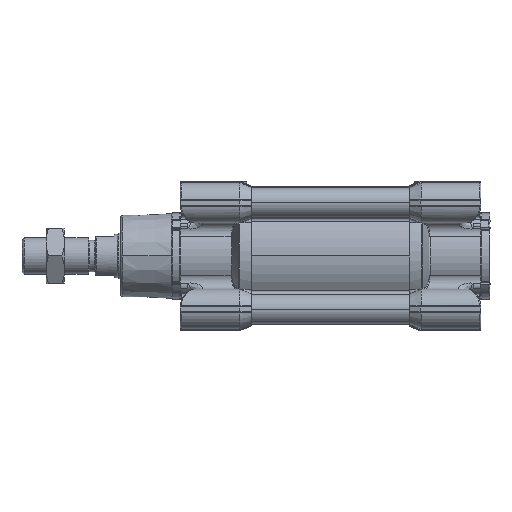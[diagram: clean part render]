
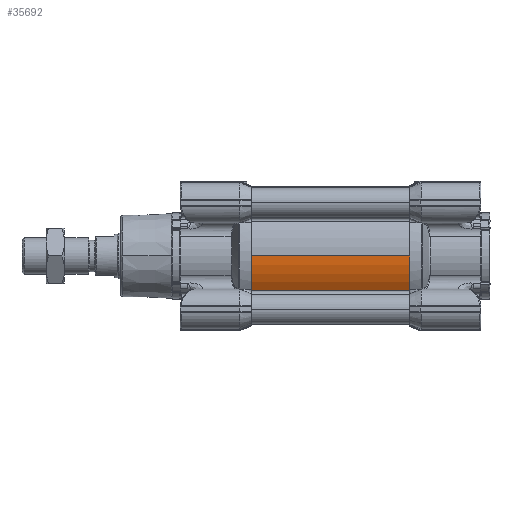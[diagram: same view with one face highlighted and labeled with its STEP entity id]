
A CAD part, left-side view. The second image highlights one B-rep face of the part: STEP entity #35692.
In plain terms, the highlighted cylindrical face has radius 27 mm (diameter 54 mm), a partial arc.
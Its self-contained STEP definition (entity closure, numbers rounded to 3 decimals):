
#3321 = EDGE_CURVE ( 'NONE', #45629, #92609, #85930, .T. ) ;
#3986 = EDGE_CURVE ( 'NONE', #16591, #80457, #38478, .T. ) ;
#9918 = EDGE_CURVE ( 'NONE', #80457, #92609, #18148, .T. ) ;
#16591 = VERTEX_POINT ( 'NONE', #61649 ) ;
#18148 = CIRCLE ( 'NONE', #89286, 27. ) ;
#20597 = DIRECTION ( 'NONE',  ( 1., 0., 0. ) ) ;
#21129 = DIRECTION ( 'NONE',  ( 0., -1., 0. ) ) ;
#21717 = CARTESIAN_POINT ( 'NONE',  ( -22.483, 56., -14.95 ) ) ;
#21772 = CARTESIAN_POINT ( 'NONE',  ( -27., 56., 0. ) ) ;
#22404 = EDGE_LOOP ( 'NONE', ( #101395, #41445, #56285, #23501 ) ) ;
#23501 = ORIENTED_EDGE ( 'NONE', *, *, #3321, .F. ) ;
#26455 = CARTESIAN_POINT ( 'NONE',  ( 0., 31., 0. ) ) ;
#26995 = CIRCLE ( 'NONE', #50170, 27. ) ;
#31820 = AXIS2_PLACEMENT_3D ( 'NONE', #77988, #76927, #52416 ) ;
#35692 = ADVANCED_FACE ( 'NONE', ( #50782 ), #78564, .T. ) ;
#38478 = LINE ( 'NONE', #21772, #61655 ) ;
#41445 = ORIENTED_EDGE ( 'NONE', *, *, #3986, .T. ) ;
#43227 = DIRECTION ( 'NONE',  ( 0., -1., 0. ) ) ;
#45629 = VERTEX_POINT ( 'NONE', #88965 ) ;
#46818 = DIRECTION ( 'NONE',  ( 0., 1., 0. ) ) ;
#46876 = DIRECTION ( 'NONE',  ( 0., 1., 0. ) ) ;
#50170 = AXIS2_PLACEMENT_3D ( 'NONE', #26455, #43227, #77168 ) ;
#50782 = FACE_OUTER_BOUND ( 'NONE', #22404, .T. ) ;
#52416 = DIRECTION ( 'NONE',  ( -1., 0., 0. ) ) ;
#56285 = ORIENTED_EDGE ( 'NONE', *, *, #9918, .T. ) ;
#61649 = CARTESIAN_POINT ( 'NONE',  ( -27., 31., 0. ) ) ;
#61655 = VECTOR ( 'NONE', #46876, 1000. ) ;
#76927 = DIRECTION ( 'NONE',  ( 0., 1., 0. ) ) ;
#77168 = DIRECTION ( 'NONE',  ( 1., 0., 0. ) ) ;
#77988 = CARTESIAN_POINT ( 'NONE',  ( 0., 56., 0. ) ) ;
#78564 = CYLINDRICAL_SURFACE ( 'NONE', #31820, 27. ) ;
#80457 = VERTEX_POINT ( 'NONE', #98559 ) ;
#81368 = VECTOR ( 'NONE', #46818, 1000. ) ;
#85028 = EDGE_CURVE ( 'NONE', #16591, #45629, #26995, .T. ) ;
#85930 = LINE ( 'NONE', #21717, #81368 ) ;
#88965 = CARTESIAN_POINT ( 'NONE',  ( -22.483, 31., -14.95 ) ) ;
#89286 = AXIS2_PLACEMENT_3D ( 'NONE', #105203, #21129, #20597 ) ;
#89486 = CARTESIAN_POINT ( 'NONE',  ( -22.483, 100., -14.95 ) ) ;
#92609 = VERTEX_POINT ( 'NONE', #89486 ) ;
#98559 = CARTESIAN_POINT ( 'NONE',  ( -27., 100., 0. ) ) ;
#101395 = ORIENTED_EDGE ( 'NONE', *, *, #85028, .F. ) ;
#105203 = CARTESIAN_POINT ( 'NONE',  ( 0., 100., 0. ) ) ;
